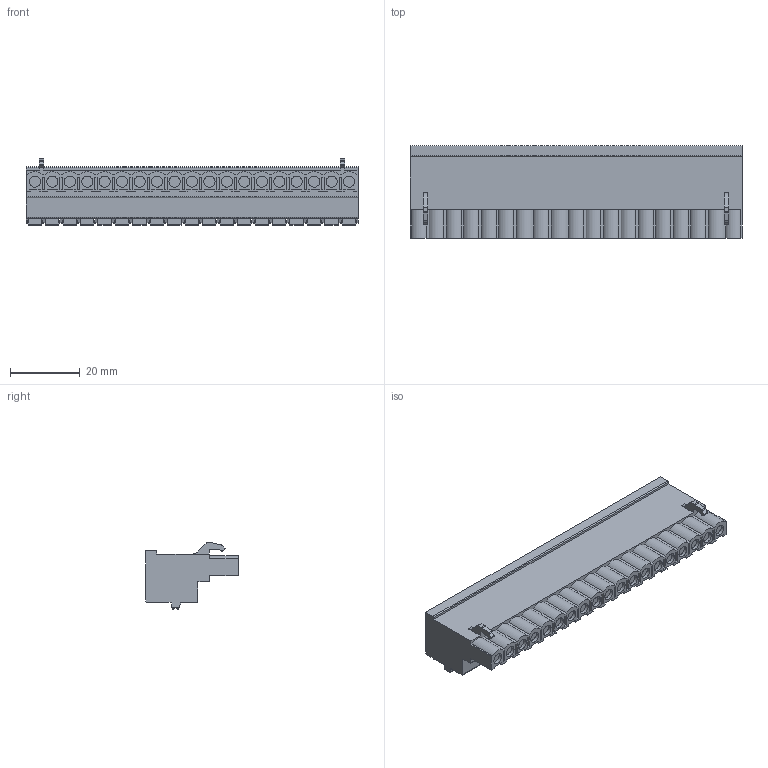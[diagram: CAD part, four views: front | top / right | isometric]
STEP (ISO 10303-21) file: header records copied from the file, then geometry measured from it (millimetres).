
FILE_DESCRIPTION((''),'2;1');
FILE_NAME('TLPS-201R-XXP-X','2024-09-23T11:01:22',('tluser'),(''),'CREO PARAMETRIC BY PTC INC, 2018100','CREO PARAMETRIC BY PTC INC, 2018100','');
FILE_SCHEMA(('CONFIG_CONTROL_DESIGN'));
Length unit declared in the file: millimetre
Products named in the file (1): TLPS-201R-XXP-X
Bounding box: 95.1 x 26.6 x 19 mm (x, y, z)
Volume: 25759.8 mm3; surface area: 11030.6 mm2
Topology: 1 solids, 1 shells, 1071 faces, 2763 edges, 1842 vertices
Faces by surface type: plane 725, cylinder 346
Entity records: 32639 total; most frequent: CARTESIAN_POINT 5700, DIRECTION 5589, ORIENTED_EDGE 5526, EDGE_CURVE 2763, VECTOR 2071, LINE 2071, VERTEX_POINT 1842, AXIS2_PLACEMENT_3D 1759
